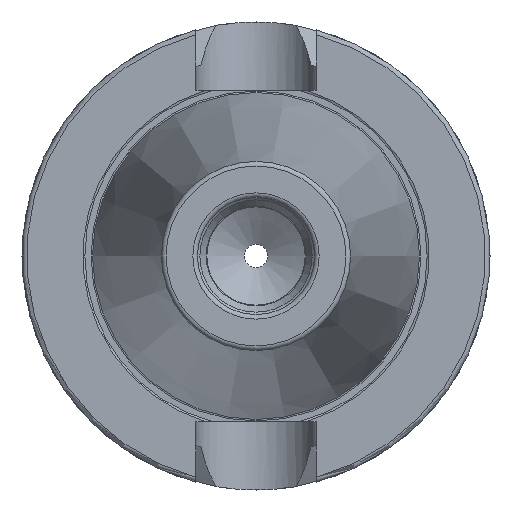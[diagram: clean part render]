
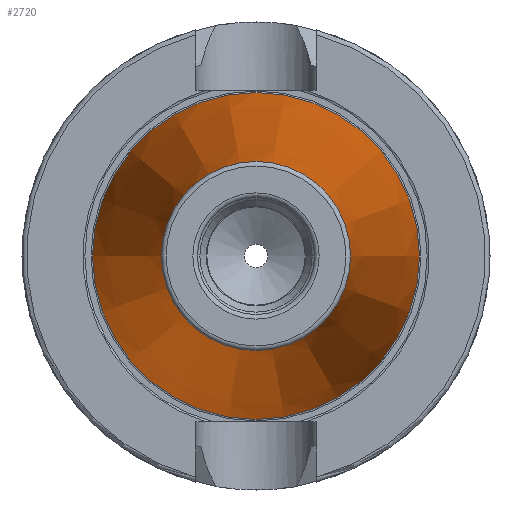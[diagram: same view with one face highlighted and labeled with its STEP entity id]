
A CAD part, left-side view. The second image highlights one B-rep face of the part: STEP entity #2720.
In plain terms, the highlighted conical face has half-angle 8.297 degrees and reference radius 27.564 mm.
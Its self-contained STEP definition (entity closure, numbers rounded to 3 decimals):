
#2693=CARTESIAN_POINT('',(-50.472,0.0,0.0));
#2694=DIRECTION('',(1.0,0.0,0.0));
#2695=DIRECTION('',(0.0,1.0,0.0));
#2696=AXIS2_PLACEMENT_3D('',#2693,#2694,#2695);
#2697=CONICAL_SURFACE('',#2696,27.564,8.297);
#2698=CARTESIAN_POINT('',(0.0,34.925,0.0));
#2699=VERTEX_POINT('',#2698);
#2700=CARTESIAN_POINT('',(0.0,0.0,0.0));
#2701=DIRECTION('',(1.0,0.0,0.0));
#2702=DIRECTION('',(0.0,1.0,0.0));
#2703=AXIS2_PLACEMENT_3D('',#2700,#2701,#2702);
#2704=CIRCLE('',#2703,34.925);
#2705=EDGE_CURVE('',#2699,#2699,#2704,.T.);
#2706=ORIENTED_EDGE('',*,*,#2705,.F.);
#2707=EDGE_LOOP('',(#2706));
#2708=FACE_OUTER_BOUND('',#2707,.T.);
#2709=CARTESIAN_POINT('',(-100.944,20.204,0.0));
#2710=VERTEX_POINT('',#2709);
#2711=CARTESIAN_POINT('',(-100.944,0.0,0.0));
#2712=DIRECTION('',(1.0,0.0,0.0));
#2713=DIRECTION('',(0.0,1.0,0.0));
#2714=AXIS2_PLACEMENT_3D('',#2711,#2712,#2713);
#2715=CIRCLE('',#2714,20.204);
#2716=EDGE_CURVE('',#2710,#2710,#2715,.T.);
#2717=ORIENTED_EDGE('',*,*,#2716,.T.);
#2718=EDGE_LOOP('',(#2717));
#2719=FACE_BOUND('',#2718,.T.);
#2720=ADVANCED_FACE('',(#2708,#2719),#2697,.T.);
